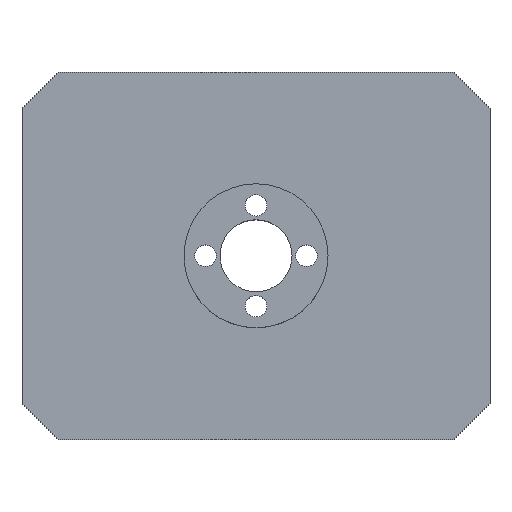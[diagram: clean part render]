
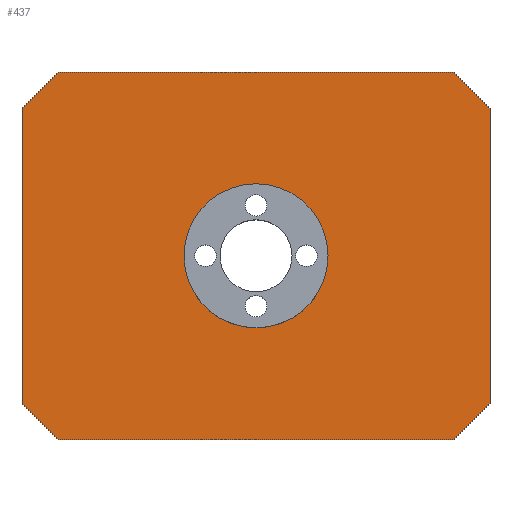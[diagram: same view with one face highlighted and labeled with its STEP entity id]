
A CAD part, top view. The second image highlights one B-rep face of the part: STEP entity #437.
In plain terms, the highlighted planar face has unit normal (0, 0, 1).
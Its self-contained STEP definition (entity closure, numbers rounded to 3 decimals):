
#27=FACE_BOUND('',#99,.T.);
#42=PLANE('',#493);
#64=FACE_OUTER_BOUND('',#98,.T.);
#98=EDGE_LOOP('',(#400,#401,#402,#403,#404,#405,#406,#407));
#99=EDGE_LOOP('',(#408));
#106=LINE('',#652,#149);
#112=LINE('',#663,#155);
#123=LINE('',#688,#166);
#126=LINE('',#693,#169);
#127=LINE('',#696,#170);
#133=LINE('',#706,#176);
#134=LINE('',#709,#177);
#136=LINE('',#712,#179);
#149=VECTOR('',#542,10.);
#155=VECTOR('',#550,10.);
#166=VECTOR('',#567,10.);
#169=VECTOR('',#572,10.);
#170=VECTOR('',#575,10.);
#176=VECTOR('',#583,10.);
#177=VECTOR('',#586,10.);
#179=VECTOR('',#590,10.);
#197=CIRCLE('',#475,10.);
#211=VERTEX_POINT('',#645);
#212=VERTEX_POINT('',#650);
#213=VERTEX_POINT('',#651);
#217=VERTEX_POINT('',#661);
#228=VERTEX_POINT('',#687);
#229=VERTEX_POINT('',#691);
#230=VERTEX_POINT('',#695);
#233=VERTEX_POINT('',#704);
#234=VERTEX_POINT('',#708);
#255=EDGE_CURVE('',#211,#211,#197,.T.);
#256=EDGE_CURVE('',#212,#213,#106,.T.);
#262=EDGE_CURVE('',#212,#217,#112,.T.);
#274=EDGE_CURVE('',#228,#217,#123,.T.);
#277=EDGE_CURVE('',#228,#229,#126,.T.);
#278=EDGE_CURVE('',#230,#229,#127,.T.);
#284=EDGE_CURVE('',#230,#233,#133,.T.);
#285=EDGE_CURVE('',#234,#233,#134,.T.);
#287=EDGE_CURVE('',#234,#213,#136,.T.);
#400=ORIENTED_EDGE('',*,*,#256,.F.);
#401=ORIENTED_EDGE('',*,*,#262,.T.);
#402=ORIENTED_EDGE('',*,*,#274,.F.);
#403=ORIENTED_EDGE('',*,*,#277,.T.);
#404=ORIENTED_EDGE('',*,*,#278,.F.);
#405=ORIENTED_EDGE('',*,*,#284,.T.);
#406=ORIENTED_EDGE('',*,*,#285,.F.);
#407=ORIENTED_EDGE('',*,*,#287,.T.);
#408=ORIENTED_EDGE('',*,*,#255,.T.);
#437=ADVANCED_FACE('',(#64,#27),#42,.T.);
#475=AXIS2_PLACEMENT_3D('',#647,#536,#537);
#493=AXIS2_PLACEMENT_3D('',#728,#609,#610);
#536=DIRECTION('center_axis',(0.,0.,-1.));
#537=DIRECTION('ref_axis',(1.,0.,0.));
#542=DIRECTION('',(-0.707,0.707,0.));
#550=DIRECTION('',(1.,0.,0.));
#567=DIRECTION('',(-0.707,-0.707,0.));
#572=DIRECTION('',(0.,1.,0.));
#575=DIRECTION('',(0.707,-0.707,0.));
#583=DIRECTION('',(-1.,0.,0.));
#586=DIRECTION('',(0.707,0.707,0.));
#590=DIRECTION('',(0.,-1.,0.));
#609=DIRECTION('center_axis',(0.,0.,1.));
#610=DIRECTION('ref_axis',(1.,0.,0.));
#645=CARTESIAN_POINT('',(-10.,0.,15.));
#647=CARTESIAN_POINT('Origin',(0.,0.,15.));
#650=CARTESIAN_POINT('',(-27.5,-25.5,15.));
#651=CARTESIAN_POINT('',(-32.5,-20.5,15.));
#652=CARTESIAN_POINT('',(-28.25,-24.75,15.));
#661=CARTESIAN_POINT('',(27.5,-25.5,15.));
#663=CARTESIAN_POINT('',(-32.5,-25.5,15.));
#687=CARTESIAN_POINT('',(32.5,-20.5,15.));
#688=CARTESIAN_POINT('',(28.25,-24.75,15.));
#691=CARTESIAN_POINT('',(32.5,20.5,15.));
#693=CARTESIAN_POINT('',(32.5,-25.5,15.));
#695=CARTESIAN_POINT('',(27.5,25.5,15.));
#696=CARTESIAN_POINT('',(28.25,24.75,15.));
#704=CARTESIAN_POINT('',(-27.5,25.5,15.));
#706=CARTESIAN_POINT('',(32.5,25.5,15.));
#708=CARTESIAN_POINT('',(-32.5,20.5,15.));
#709=CARTESIAN_POINT('',(-28.25,24.75,15.));
#712=CARTESIAN_POINT('',(-32.5,25.5,15.));
#728=CARTESIAN_POINT('Origin',(0.,0.,15.));
